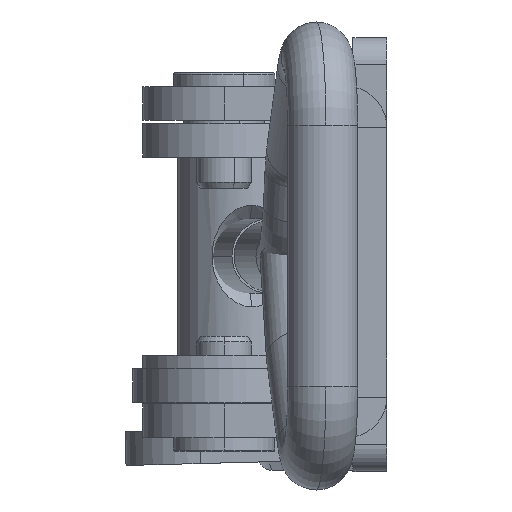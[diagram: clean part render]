
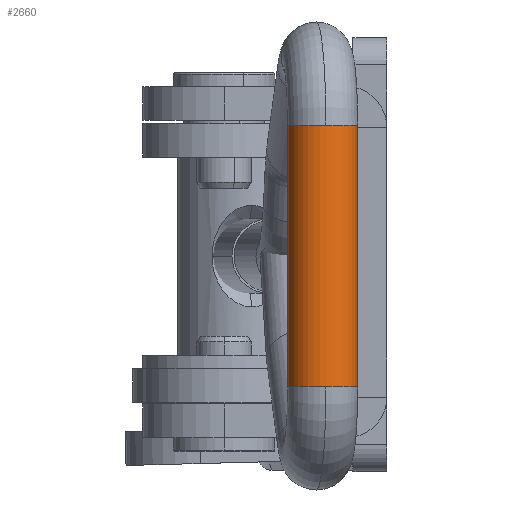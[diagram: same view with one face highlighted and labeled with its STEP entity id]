
A CAD part, left-side view. The second image highlights one B-rep face of the part: STEP entity #2660.
In plain terms, the highlighted cylindrical face has radius 2.59 mm (diameter 5.18 mm), a partial arc.
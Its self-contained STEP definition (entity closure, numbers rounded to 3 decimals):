
#299 = DIRECTION ( 'NONE',  ( 0., 0., 1. ) ) ;
#315 = EDGE_CURVE ( 'NONE', #6184, #966, #1160, .T. ) ;
#364 = CARTESIAN_POINT ( 'NONE',  ( -9.65, 77.41, 0. ) ) ;
#393 = CARTESIAN_POINT ( 'NONE',  ( -9.65, 77.41, -2.59 ) ) ;
#482 = AXIS2_PLACEMENT_3D ( 'NONE', #3469, #4321, #3283 ) ;
#803 = CARTESIAN_POINT ( 'NONE',  ( 9.65, 77.41, 2.59 ) ) ;
#888 = DIRECTION ( 'NONE',  ( 0., 0., 1. ) ) ;
#902 = CIRCLE ( 'NONE', #3796, 2.59 ) ;
#966 = VERTEX_POINT ( 'NONE', #393 ) ;
#974 = AXIS2_PLACEMENT_3D ( 'NONE', #364, #3937, #888 ) ;
#997 = CIRCLE ( 'NONE', #3022, 2.59 ) ;
#1160 = CIRCLE ( 'NONE', #4553, 2.59 ) ;
#1250 = DIRECTION ( 'NONE',  ( -1., 0., 0. ) ) ;
#1383 = DIRECTION ( 'NONE',  ( -1., 0., 0. ) ) ;
#1729 = ORIENTED_EDGE ( 'NONE', *, *, #315, .F. ) ;
#2015 = CARTESIAN_POINT ( 'NONE',  ( -9.65, 77.41, 2.59 ) ) ;
#2451 = ORIENTED_EDGE ( 'NONE', *, *, #2571, .F. ) ;
#2571 = EDGE_CURVE ( 'NONE', #4986, #3831, #5388, .T. ) ;
#2597 = VECTOR ( 'NONE', #6062, 1000. ) ;
#2660 = ADVANCED_FACE ( 'NONE', ( #6255 ), #3435, .T. ) ;
#2815 = DIRECTION ( 'NONE',  ( -1., 0., 0. ) ) ;
#3022 = AXIS2_PLACEMENT_3D ( 'NONE', #4431, #1383, #4933 ) ;
#3027 = VECTOR ( 'NONE', #1250, 1000. ) ;
#3040 = CARTESIAN_POINT ( 'NONE',  ( 9.65, 77.41, -2.59 ) ) ;
#3283 = DIRECTION ( 'NONE',  ( 0., 0., 1. ) ) ;
#3367 = DIRECTION ( 'NONE',  ( -1., 0., 0. ) ) ;
#3435 = CYLINDRICAL_SURFACE ( 'NONE', #482, 2.59 ) ;
#3469 = CARTESIAN_POINT ( 'NONE',  ( 9.65, 77.41, 0. ) ) ;
#3796 = AXIS2_PLACEMENT_3D ( 'NONE', #5846, #2815, #6358 ) ;
#3831 = VERTEX_POINT ( 'NONE', #2015 ) ;
#3937 = DIRECTION ( 'NONE',  ( -1., 0., 0. ) ) ;
#4071 = ORIENTED_EDGE ( 'NONE', *, *, #5480, .F. ) ;
#4321 = DIRECTION ( 'NONE',  ( -1., 0., 0. ) ) ;
#4406 = CIRCLE ( 'NONE', #974, 2.59 ) ;
#4431 = CARTESIAN_POINT ( 'NONE',  ( 9.65, 77.41, 0. ) ) ;
#4473 = EDGE_CURVE ( 'NONE', #6119, #5204, #997, .T. ) ;
#4553 = AXIS2_PLACEMENT_3D ( 'NONE', #6388, #3367, #299 ) ;
#4575 = CARTESIAN_POINT ( 'NONE',  ( -9.65, 80., 0. ) ) ;
#4648 = EDGE_CURVE ( 'NONE', #5204, #966, #6481, .T. ) ;
#4752 = EDGE_LOOP ( 'NONE', ( #6007, #5438, #6479, #1729, #4071, #2451 ) ) ;
#4933 = DIRECTION ( 'NONE',  ( 0., 0., 1. ) ) ;
#4986 = VERTEX_POINT ( 'NONE', #5902 ) ;
#5204 = VERTEX_POINT ( 'NONE', #5664 ) ;
#5388 = LINE ( 'NONE', #803, #3027 ) ;
#5438 = ORIENTED_EDGE ( 'NONE', *, *, #4473, .T. ) ;
#5480 = EDGE_CURVE ( 'NONE', #3831, #6184, #4406, .T. ) ;
#5550 = CARTESIAN_POINT ( 'NONE',  ( 9.65, 80., 0. ) ) ;
#5664 = CARTESIAN_POINT ( 'NONE',  ( 9.65, 77.41, -2.59 ) ) ;
#5846 = CARTESIAN_POINT ( 'NONE',  ( 9.65, 77.41, 0. ) ) ;
#5902 = CARTESIAN_POINT ( 'NONE',  ( 9.65, 77.41, 2.59 ) ) ;
#5927 = EDGE_CURVE ( 'NONE', #4986, #6119, #902, .T. ) ;
#6007 = ORIENTED_EDGE ( 'NONE', *, *, #5927, .T. ) ;
#6062 = DIRECTION ( 'NONE',  ( -1., 0., 0. ) ) ;
#6119 = VERTEX_POINT ( 'NONE', #5550 ) ;
#6184 = VERTEX_POINT ( 'NONE', #4575 ) ;
#6255 = FACE_OUTER_BOUND ( 'NONE', #4752, .T. ) ;
#6358 = DIRECTION ( 'NONE',  ( 0., 0., 1. ) ) ;
#6388 = CARTESIAN_POINT ( 'NONE',  ( -9.65, 77.41, 0. ) ) ;
#6479 = ORIENTED_EDGE ( 'NONE', *, *, #4648, .T. ) ;
#6481 = LINE ( 'NONE', #3040, #2597 ) ;
